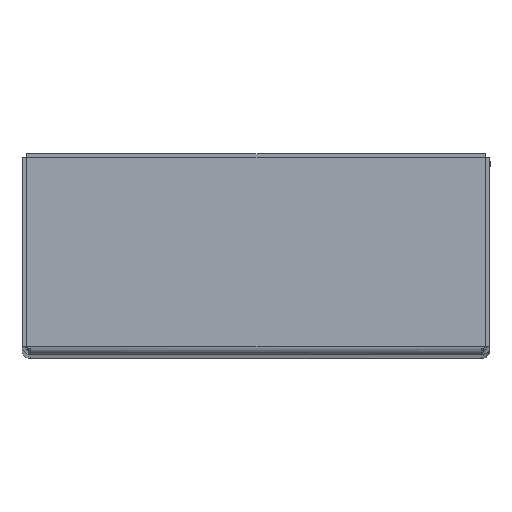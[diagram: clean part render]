
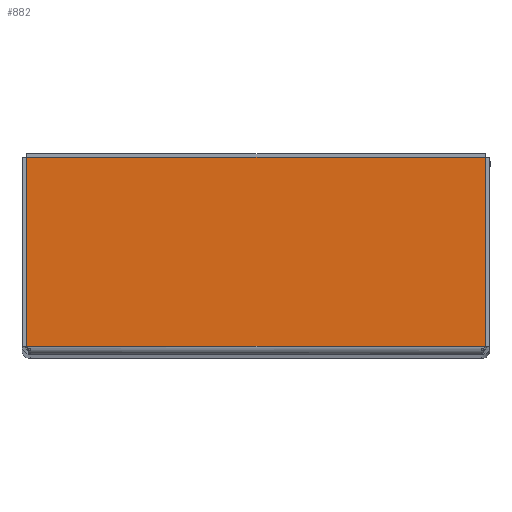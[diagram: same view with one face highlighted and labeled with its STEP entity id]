
A CAD part, top view. The second image highlights one B-rep face of the part: STEP entity #882.
In plain terms, the highlighted planar face has unit normal (0, 0, 1).
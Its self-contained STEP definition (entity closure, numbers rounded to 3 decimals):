
#79=FACE_OUTER_BOUND('',#129,.T.);
#129=EDGE_LOOP('',(#696,#697,#698,#699));
#185=LINE('',#1140,#267);
#191=LINE('',#1163,#273);
#202=LINE('',#1194,#284);
#238=LINE('',#1737,#320);
#267=VECTOR('',#968,10.);
#273=VECTOR('',#976,10.);
#284=VECTOR('',#1001,10.);
#320=VECTOR('',#1063,10.);
#349=VERTEX_POINT('',#1137);
#350=VERTEX_POINT('',#1139);
#357=VERTEX_POINT('',#1160);
#358=VERTEX_POINT('',#1162);
#422=EDGE_CURVE('',#349,#350,#185,.T.);
#430=EDGE_CURVE('',#357,#358,#191,.T.);
#444=EDGE_CURVE('',#358,#349,#202,.T.);
#506=EDGE_CURVE('',#357,#350,#238,.T.);
#696=ORIENTED_EDGE('',*,*,#506,.T.);
#697=ORIENTED_EDGE('',*,*,#422,.F.);
#698=ORIENTED_EDGE('',*,*,#444,.F.);
#699=ORIENTED_EDGE('',*,*,#430,.F.);
#783=PLANE('',#938);
#882=ADVANCED_FACE('',(#79),#783,.T.);
#938=AXIS2_PLACEMENT_3D('',#1793,#1065,#1066);
#968=DIRECTION('',(0.,-1.,0.));
#976=DIRECTION('',(0.,1.,0.));
#1001=DIRECTION('',(1.,0.,0.));
#1063=DIRECTION('',(1.,0.,0.));
#1065=DIRECTION('center_axis',(0.,0.,
1.));
#1066=DIRECTION('ref_axis',(0.,-1.,0.));
#1137=CARTESIAN_POINT('',(49.988,3.2,249.5));
#1139=CARTESIAN_POINT('',(49.988,-38.,249.5));
#1140=CARTESIAN_POINT('',(49.988,-38.,249.5));
#1160=CARTESIAN_POINT('',(-49.988,-38.,249.5));
#1162=CARTESIAN_POINT('',(-49.988,3.2,249.5));
#1163=CARTESIAN_POINT('',(-49.988,-38.,249.5));
#1194=CARTESIAN_POINT('',(-49.988,3.2,249.5));
#1737=CARTESIAN_POINT('',(0.,-38.,249.5));
#1793=CARTESIAN_POINT('Origin',(0.,-18.124,
249.5));
